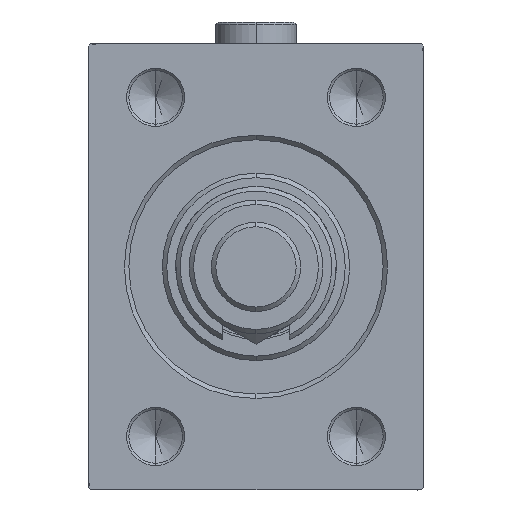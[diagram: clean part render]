
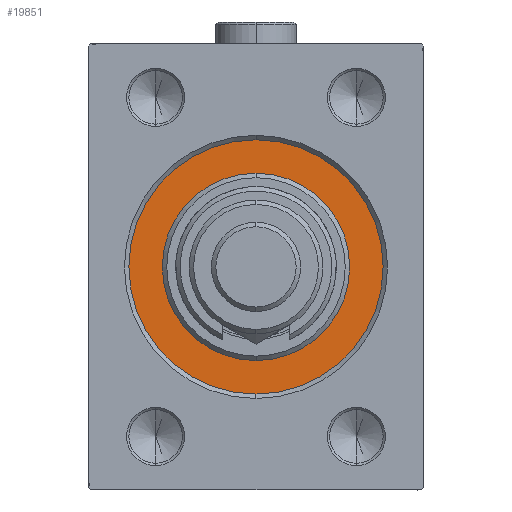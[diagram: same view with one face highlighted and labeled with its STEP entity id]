
A CAD part, left-side view. The second image highlights one B-rep face of the part: STEP entity #19851.
In plain terms, the highlighted face is planar.
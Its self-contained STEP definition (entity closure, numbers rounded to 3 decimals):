
#162 = DIRECTION ( 'NONE',  ( -1., 0., 0. ) ) ;
#1692 = ORIENTED_EDGE ( 'NONE', *, *, #29423, .F. ) ;
#3001 = DIRECTION ( 'NONE',  ( 0., 0., -1. ) ) ;
#4049 = VERTEX_POINT ( 'NONE', #37824 ) ;
#7331 = DIRECTION ( 'NONE',  ( -1., 0., 0. ) ) ;
#9153 = CIRCLE ( 'NONE', #33404, 28.5 ) ;
#9928 = AXIS2_PLACEMENT_3D ( 'NONE', #22737, #162, #45567 ) ;
#10194 = EDGE_CURVE ( 'NONE', #17289, #28794, #30261, .T. ) ;
#10195 = DIRECTION ( 'NONE',  ( 0., 0., -1. ) ) ;
#10974 = FACE_BOUND ( 'NONE', #20110, .T. ) ;
#12064 = ORIENTED_EDGE ( 'NONE', *, *, #23682, .F. ) ;
#14270 = DIRECTION ( 'NONE',  ( 1., 0., 0. ) ) ;
#14590 = VERTEX_POINT ( 'NONE', #14735 ) ;
#14735 = CARTESIAN_POINT ( 'NONE',  ( 0., 0., 21. ) ) ;
#15120 = FACE_OUTER_BOUND ( 'NONE', #47331, .T. ) ;
#15370 = PLANE ( 'NONE',  #9928 ) ;
#17289 = VERTEX_POINT ( 'NONE', #45435 ) ;
#18727 = CIRCLE ( 'NONE', #46165, 21. ) ;
#19463 = EDGE_CURVE ( 'NONE', #28794, #17289, #9153, .T. ) ;
#19851 = ADVANCED_FACE ( 'NONE', ( #10974, #15120 ), #15370, .F. ) ;
#20110 = EDGE_LOOP ( 'NONE', ( #12064, #1692 ) ) ;
#22737 = CARTESIAN_POINT ( 'NONE',  ( 0., 0., 0. ) ) ;
#23682 = EDGE_CURVE ( 'NONE', #14590, #4049, #35123, .T. ) ;
#24942 = AXIS2_PLACEMENT_3D ( 'NONE', #43586, #25156, #10195 ) ;
#25156 = DIRECTION ( 'NONE',  ( 1., 0., 0. ) ) ;
#28794 = VERTEX_POINT ( 'NONE', #44204 ) ;
#29423 = EDGE_CURVE ( 'NONE', #4049, #14590, #18727, .T. ) ;
#29691 = ORIENTED_EDGE ( 'NONE', *, *, #10194, .F. ) ;
#30261 = CIRCLE ( 'NONE', #33403, 28.5 ) ;
#30413 = DIRECTION ( 'NONE',  ( 0., 0., 1. ) ) ;
#30898 = CARTESIAN_POINT ( 'NONE',  ( 0., 0., 0. ) ) ;
#32117 = ORIENTED_EDGE ( 'NONE', *, *, #19463, .F. ) ;
#33403 = AXIS2_PLACEMENT_3D ( 'NONE', #30898, #38784, #30413 ) ;
#33404 = AXIS2_PLACEMENT_3D ( 'NONE', #40970, #7331, #36090 ) ;
#35123 = CIRCLE ( 'NONE', #24942, 21. ) ;
#36090 = DIRECTION ( 'NONE',  ( 0., 0., 1. ) ) ;
#37824 = CARTESIAN_POINT ( 'NONE',  ( 0., 0., -21. ) ) ;
#38784 = DIRECTION ( 'NONE',  ( -1., 0., 0. ) ) ;
#40970 = CARTESIAN_POINT ( 'NONE',  ( 0., 0., 0. ) ) ;
#41260 = CARTESIAN_POINT ( 'NONE',  ( 0., 0., 0. ) ) ;
#43586 = CARTESIAN_POINT ( 'NONE',  ( 0., 0., 0. ) ) ;
#44204 = CARTESIAN_POINT ( 'NONE',  ( 0., 0., 28.5 ) ) ;
#45435 = CARTESIAN_POINT ( 'NONE',  ( 0., 0., -28.5 ) ) ;
#45567 = DIRECTION ( 'NONE',  ( 0., 0., 1. ) ) ;
#46165 = AXIS2_PLACEMENT_3D ( 'NONE', #41260, #14270, #3001 ) ;
#47331 = EDGE_LOOP ( 'NONE', ( #29691, #32117 ) ) ;
